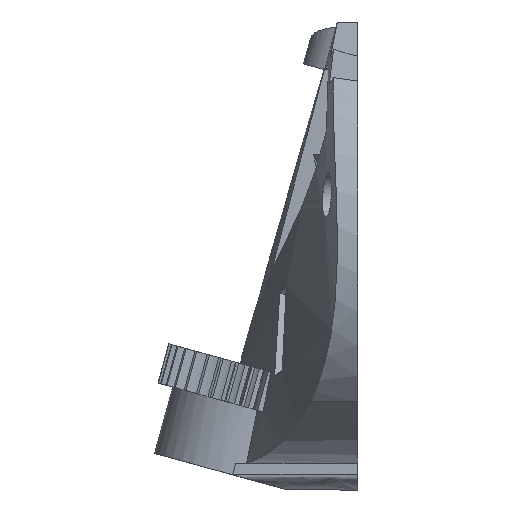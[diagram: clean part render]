
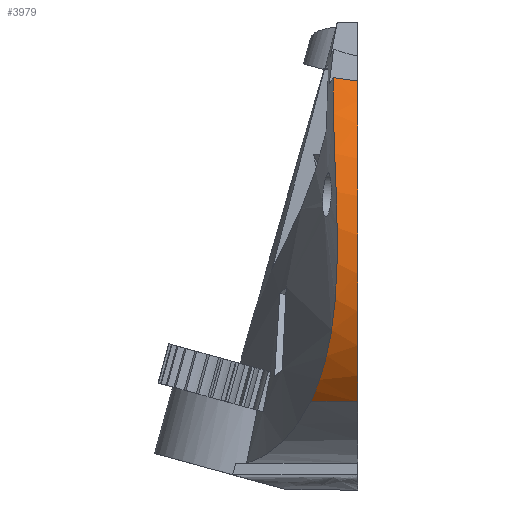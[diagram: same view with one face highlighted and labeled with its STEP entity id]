
A CAD part, left-side view. The second image highlights one B-rep face of the part: STEP entity #3979.
In plain terms, the highlighted free-form (B-spline) face has degree [3, 1] with [4, 2] control points.
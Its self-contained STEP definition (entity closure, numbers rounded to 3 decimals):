
#350 = CARTESIAN_POINT ( 'NONE',  ( -17.161, 4.621, -17.161 ) ) ;
#470 = CARTESIAN_POINT ( 'NONE',  ( -16.992, 4.648, 14.985 ) ) ;
#569 = EDGE_CURVE ( 'NONE', #6497, #5603, #4247, .T. ) ;
#659 = CARTESIAN_POINT ( 'NONE',  ( -17.138, 2.399, 14.821 ) ) ;
#856 = CARTESIAN_POINT ( 'NONE',  ( -18.129, 4.158, -16.144 ) ) ;
#908 = VERTEX_POINT ( 'NONE', #3214 ) ;
#998 = FACE_OUTER_BOUND ( 'NONE', #2229, .T. ) ;
#1159 = LINE ( 'NONE', #4450, #4953 ) ;
#1385 = CARTESIAN_POINT ( 'NONE',  ( -17.656, 4.382, -16.667 ) ) ;
#1507 = CARTESIAN_POINT ( 'NONE',  ( -21.485, 2.281, 7.979 ) ) ;
#1525 = CARTESIAN_POINT ( 'NONE',  ( -22.299, 2.2, 5.918 ) ) ;
#1896 = CARTESIAN_POINT ( 'NONE',  ( -18.805, 3.846, -15.319 ) ) ;
#1915 = CARTESIAN_POINT ( 'NONE',  ( -17.138, 2.399, 14.821 ) ) ;
#1925 = CARTESIAN_POINT ( 'NONE',  ( -19.024, 3.746, -15.037 ) ) ;
#1992 = EDGE_CURVE ( 'NONE', #5603, #908, #2092, .T. ) ;
#2014 = CARTESIAN_POINT ( 'NONE',  ( -17.161, 0., -17.161 ) ) ;
#2092 = B_SPLINE_CURVE_WITH_KNOTS ( 'NONE', 3,
 ( #3131, #2118, #3082, #6133, #5119, #6110, #1507, #1525, #4127, #5645, #4691, #3567, #2435, #2416, #3449, #2933, #4493, #3961, #5000, #4976, #5516, #5487, #6020, #6000, #6507, #1925, #1896, #856, #1385, #350 ),
 .UNSPECIFIED., .F., .F.,
 ( 4, 2, 2, 2, 2, 2, 2, 2, 2, 2, 2, 2, 2, 2, 4 ),
 ( 0.002, 0.006, 0.008, 0.01, 0.015, 0.017, 0.019, 0.024, 0.025, 0.026, 0.028, 0.033, 0.034, 0.035, 0.037 ),
 .UNSPECIFIED. ) ;
#2118 = CARTESIAN_POINT ( 'NONE',  ( -18.117, 2.417, 13.71 ) ) ;
#2229 = EDGE_LOOP ( 'NONE', ( #2804, #5594, #4072, #2546 ) ) ;
#2272 = CARTESIAN_POINT ( 'NONE',  ( -17.431, 0., 14.483 ) ) ;
#2405 = DIRECTION ( 'NONE',  ( 0., -1., 0. ) ) ;
#2416 = CARTESIAN_POINT ( 'NONE',  ( -23.489, 1.996, -2.837 ) ) ;
#2435 = CARTESIAN_POINT ( 'NONE',  ( -23.464, 2.002, -0.624 ) ) ;
#2546 = ORIENTED_EDGE ( 'NONE', *, *, #569, .T. ) ;
#2698 = CARTESIAN_POINT ( 'NONE',  ( -17.161, 0., -17.161 ) ) ;
#2785 = CARTESIAN_POINT ( 'NONE',  ( -17.161, 0., -17.161 ) ) ;
#2804 = ORIENTED_EDGE ( 'NONE', *, *, #1992, .T. ) ;
#2933 = CARTESIAN_POINT ( 'NONE',  ( -23.034, 2.13, -6.117 ) ) ;
#3047 = CARTESIAN_POINT ( 'NONE',  ( -26.114, 0., -8.209 ) ) ;
#3053 =( BOUNDED_CURVE ( )  B_SPLINE_CURVE ( 3, ( #2785, #3802, #5359, #2272 ),
 .UNSPECIFIED., .F., .F. ) 
 B_SPLINE_CURVE_WITH_KNOTS ( ( 4, 4 ),
 ( 0., 1.485 ),
 .UNSPECIFIED. ) 
 CURVE ( )  GEOMETRIC_REPRESENTATION_ITEM ( )  RATIONAL_B_SPLINE_CURVE ( ( 1., 0.825, 0.825, 1. ) ) 
 REPRESENTATION_ITEM ( '' )  );
#3082 = CARTESIAN_POINT ( 'NONE',  ( -18.993, 2.409, 12.526 ) ) ;
#3131 = CARTESIAN_POINT ( 'NONE',  ( -17.138, 2.399, 14.821 ) ) ;
#3214 = CARTESIAN_POINT ( 'NONE',  ( -17.161, 4.621, -17.161 ) ) ;
#3449 = CARTESIAN_POINT ( 'NONE',  ( -23.367, 2.025, -4.302 ) ) ;
#3567 = CARTESIAN_POINT ( 'NONE',  ( -23.422, 2.013, 0.116 ) ) ;
#3569 = CARTESIAN_POINT ( 'NONE',  ( -26.045, 0., 4.885 ) ) ;
#3802 = CARTESIAN_POINT ( 'NONE',  ( -25.916, 0., -8.407 ) ) ;
#3961 = CARTESIAN_POINT ( 'NONE',  ( -22.788, 2.211, -7.203 ) ) ;
#3979 = ADVANCED_FACE ( 'NONE', ( #998 ), #5428, .F. ) ;
#4059 = CARTESIAN_POINT ( 'NONE',  ( -17.161, 4.648, -17.161 ) ) ;
#4072 = ORIENTED_EDGE ( 'NONE', *, *, #5666, .T. ) ;
#4088 = CARTESIAN_POINT ( 'NONE',  ( -16.992, 0., 14.985 ) ) ;
#4127 = CARTESIAN_POINT ( 'NONE',  ( -22.718, 2.14, 4.507 ) ) ;
#4247 = B_SPLINE_CURVE_WITH_KNOTS ( 'NONE', 3,
 ( #6642, #6515, #5566, #1915 ),
 .UNSPECIFIED., .F., .F.,
 ( 4, 4 ),
 ( 0., 0.002 ),
 .UNSPECIFIED. ) ;
#4450 = CARTESIAN_POINT ( 'NONE',  ( -17.161, 14.56, -17.161 ) ) ;
#4493 = CARTESIAN_POINT ( 'NONE',  ( -22.958, 2.154, -6.48 ) ) ;
#4626 = EDGE_CURVE ( 'NONE', #908, #5965, #1159, .T. ) ;
#4691 = CARTESIAN_POINT ( 'NONE',  ( -23.265, 2.045, 1.602 ) ) ;
#4953 = VECTOR ( 'NONE', #2405, 1000. ) ;
#4976 = CARTESIAN_POINT ( 'NONE',  ( -22.385, 2.351, -8.634 ) ) ;
#5000 = CARTESIAN_POINT ( 'NONE',  ( -22.694, 2.243, -7.565 ) ) ;
#5119 = CARTESIAN_POINT ( 'NONE',  ( -20.514, 2.35, 9.993 ) ) ;
#5359 = CARTESIAN_POINT ( 'NONE',  ( -26.025, 0., 4.385 ) ) ;
#5428 =( BOUNDED_SURFACE ( )  B_SPLINE_SURFACE ( 3, 1, ( 
 ( #4059, #2014 ),
 ( #6112, #3047 ),
 ( #6629, #3569 ),
 ( #470, #4088 ) ),
 .UNSPECIFIED., .F., .F., .F. ) 
 B_SPLINE_SURFACE_WITH_KNOTS ( ( 4, 4 ),
 ( 2, 2 ),
 ( 0., 1. ),
 ( 0., 1. ),
 .UNSPECIFIED. ) 
 GEOMETRIC_REPRESENTATION_ITEM ( )  RATIONAL_B_SPLINE_SURFACE ( (
 ( 1., 1.),
 ( 0.818, 0.818),
 ( 0.818, 0.818),
 ( 1., 1.) ) ) 
 REPRESENTATION_ITEM ( '' )  SURFACE ( )  );
#5487 = CARTESIAN_POINT ( 'NONE',  ( -21.331, 2.748, -11.361 ) ) ;
#5516 = CARTESIAN_POINT ( 'NONE',  ( -22.146, 2.438, -9.329 ) ) ;
#5566 = CARTESIAN_POINT ( 'NONE',  ( -17.237, 1.599, 14.709 ) ) ;
#5594 = ORIENTED_EDGE ( 'NONE', *, *, #4626, .T. ) ;
#5603 = VERTEX_POINT ( 'NONE', #659 ) ;
#5624 = CARTESIAN_POINT ( 'NONE',  ( -17.431, 0., 14.483 ) ) ;
#5645 = CARTESIAN_POINT ( 'NONE',  ( -23.152, 2.067, 2.336 ) ) ;
#5666 = EDGE_CURVE ( 'NONE', #5965, #6497, #3053, .T. ) ;
#5965 = VERTEX_POINT ( 'NONE', #2698 ) ;
#6000 = CARTESIAN_POINT ( 'NONE',  ( -19.658, 3.461, -14.159 ) ) ;
#6020 = CARTESIAN_POINT ( 'NONE',  ( -20.659, 3.022, -12.645 ) ) ;
#6110 = CARTESIAN_POINT ( 'NONE',  ( -21.181, 2.306, 8.66 ) ) ;
#6112 = CARTESIAN_POINT ( 'NONE',  ( -26.114, 4.648, -8.209 ) ) ;
#6133 = CARTESIAN_POINT ( 'NONE',  ( -20.153, 2.369, 10.64 ) ) ;
#6497 = VERTEX_POINT ( 'NONE', #5624 ) ;
#6507 = CARTESIAN_POINT ( 'NONE',  ( -19.45, 3.553, -14.457 ) ) ;
#6515 = CARTESIAN_POINT ( 'NONE',  ( -17.334, 0.8, 14.596 ) ) ;
#6629 = CARTESIAN_POINT ( 'NONE',  ( -26.045, 4.648, 4.885 ) ) ;
#6642 = CARTESIAN_POINT ( 'NONE',  ( -17.431, 0., 14.483 ) ) ;
